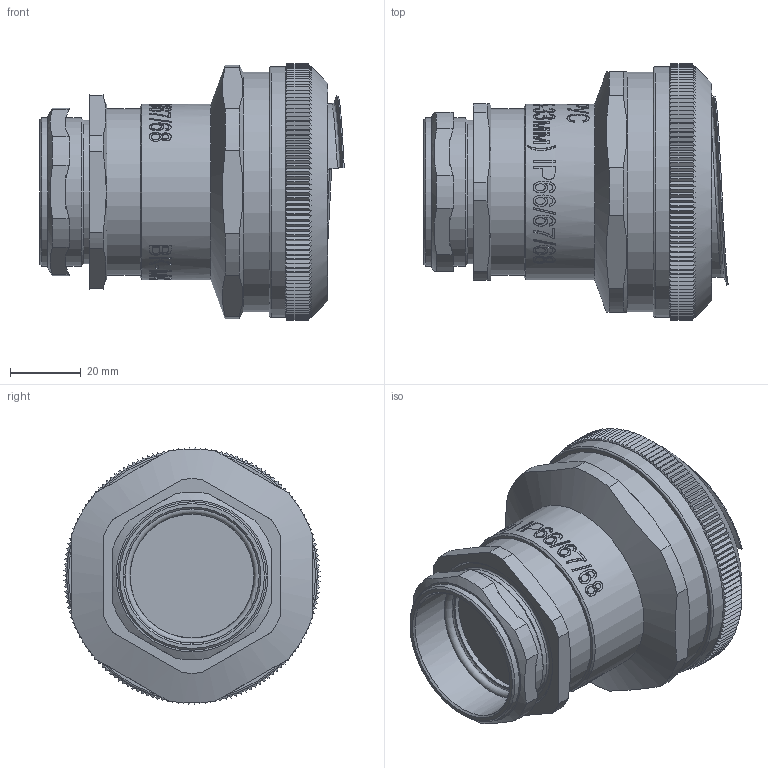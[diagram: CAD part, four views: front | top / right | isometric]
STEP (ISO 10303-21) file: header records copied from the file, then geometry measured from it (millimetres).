
FILE_DESCRIPTION(/* description */ (''),/* implementation_level */ '2;1');
FILE_NAME(/* name */ 'Модель ВК-М42-33-МР50.stp',/* time_stamp */ '2020-07-17T12:57:14+07:00',/* author */ ('Борисов Е'),/* organization */ (''),/* preprocessor_version */ 'ST-DEVELOPER v17',/* originating_system */ 'Autodesk Inventor 2019',/* authorisation */ '');
FILE_SCHEMA (('AUTOMOTIVE_DESIGN { 1 0 10303 214 3 1 1 }'));
Length unit declared in the file: millimetre
Products named in the file (1): Модель ВК-М4
2-33-МР50
Bounding box: 86.17 x 72.55 x 72.54 mm (x, y, z)
Volume: 144537.1 mm3; surface area: 40689.5 mm2
Topology: 1 solids, 1 shells, 916 faces, 2564 edges, 1716 vertices
Faces by surface type: plane 482, bspline 320, cylinder 86, cone 23, torus 5
Full cylindrical faces by diameter (mm): 35 x1, 38 x1, 40.6 x1, 42 x2, 47 x1, 49.2 x1, 49.6 x1, 50 x1, 59 x2, 61.2 x1, 66 x1, 66.4 x1, 67.8 x1, 71 x1
Entity records: 37023 total; most frequent: CARTESIAN_POINT 16235, ORIENTED_EDGE 5128, DIRECTION 2787, EDGE_CURVE 2564, VERTEX_POINT 1716, EDGE_LOOP 982, LINE 961, VECTOR 961
